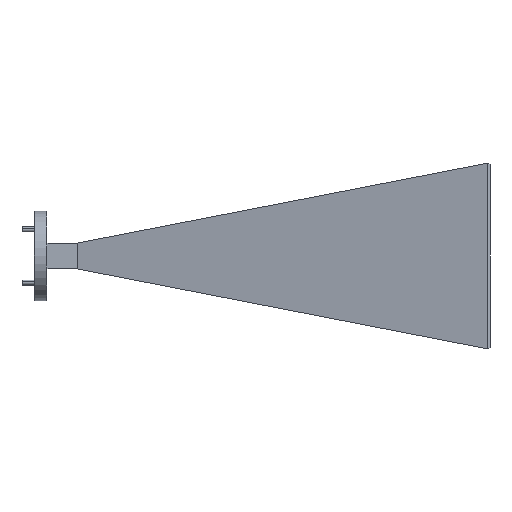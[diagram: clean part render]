
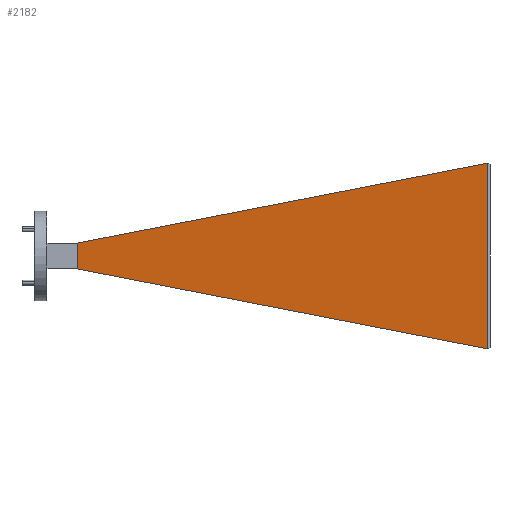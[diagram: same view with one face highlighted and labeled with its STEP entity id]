
A CAD part, front view. The second image highlights one B-rep face of the part: STEP entity #2182.
In plain terms, the highlighted planar face has unit normal (-0.16, -0.987, 0).
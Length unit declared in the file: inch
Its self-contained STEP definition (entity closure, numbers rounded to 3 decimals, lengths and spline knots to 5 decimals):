
#53 = CARTESIAN_POINT ( 'NONE',  ( -6.6308, 0.80474, 1.66128 ) ) ;
#65 = LINE ( 'NONE', #53, #813 ) ;
#77 = CARTESIAN_POINT ( 'NONE',  ( -1.50041, -0.02596, 2.82251 ) ) ;
#97 = DIRECTION ( 'NONE',  ( -0.969, 0.157, -0.189 ) ) ;
#136 = ORIENTED_EDGE ( 'NONE', *, *, #2101, .T. ) ;
#345 = VERTEX_POINT ( 'NONE', #77 ) ;
#420 = CARTESIAN_POINT ( 'NONE',  ( -1.50041, -0.02596, 2.82828 ) ) ;
#455 = LINE ( 'NONE', #420, #2400 ) ;
#462 = LINE ( 'NONE', #2124, #528 ) ;
#488 = VERTEX_POINT ( 'NONE', #2366 ) ;
#528 = VECTOR ( 'NONE', #1670, 39.37008 ) ;
#538 = ORIENTED_EDGE ( 'NONE', *, *, #1674, .T. ) ;
#692 = LINE ( 'NONE', #2294, #2228 ) ;
#720 = DIRECTION ( 'NONE',  ( -0.16, -0.987, 0. ) ) ;
#738 = DIRECTION ( 'NONE',  ( 0.987, -0.16, 0. ) ) ;
#813 = VECTOR ( 'NONE', #1470, 39.37008 ) ;
#852 = DIRECTION ( 'NONE',  ( 0., 0., 1. ) ) ;
#871 = ORIENTED_EDGE ( 'NONE', *, *, #1389, .T. ) ;
#880 = ORIENTED_EDGE ( 'NONE', *, *, #2067, .F. ) ;
#913 = FACE_OUTER_BOUND ( 'NONE', #1182, .T. ) ;
#939 = AXIS2_PLACEMENT_3D ( 'NONE', #2553, #720, #738 ) ;
#1037 = VERTEX_POINT ( 'NONE', #2030 ) ;
#1182 = EDGE_LOOP ( 'NONE', ( #880, #538, #136, #871 ) ) ;
#1389 = EDGE_CURVE ( 'NONE', #1037, #1506, #65, .T. ) ;
#1470 = DIRECTION ( 'NONE',  ( 0., 0., -1. ) ) ;
#1506 = VERTEX_POINT ( 'NONE', #1624 ) ;
#1624 = CARTESIAN_POINT ( 'NONE',  ( -6.6308, 0.80474, 1.49928 ) ) ;
#1670 = DIRECTION ( 'NONE',  ( -0.969, 0.157, 0.189 ) ) ;
#1674 = EDGE_CURVE ( 'NONE', #488, #345, #455, .T. ) ;
#1731 = PLANE ( 'NONE',  #939 ) ;
#2030 = CARTESIAN_POINT ( 'NONE',  ( -6.6308, 0.80474, 1.82328 ) ) ;
#2067 = EDGE_CURVE ( 'NONE', #488, #1506, #462, .T. ) ;
#2101 = EDGE_CURVE ( 'NONE', #345, #1037, #692, .T. ) ;
#2124 = CARTESIAN_POINT ( 'NONE',  ( -1.4708, -0.03076, 0.49428 ) ) ;
#2182 = ADVANCED_FACE ( 'NONE', ( #913 ), #1731, .T. ) ;
#2228 = VECTOR ( 'NONE', #97, 39.37008 ) ;
#2294 = CARTESIAN_POINT ( 'NONE',  ( -1.4708, -0.03076, 2.82828 ) ) ;
#2366 = CARTESIAN_POINT ( 'NONE',  ( -1.50041, -0.02596, 0.50005 ) ) ;
#2400 = VECTOR ( 'NONE', #852, 39.37008 ) ;
#2553 = CARTESIAN_POINT ( 'NONE',  ( -7.17373, 0.89265, 1.66128 ) ) ;
